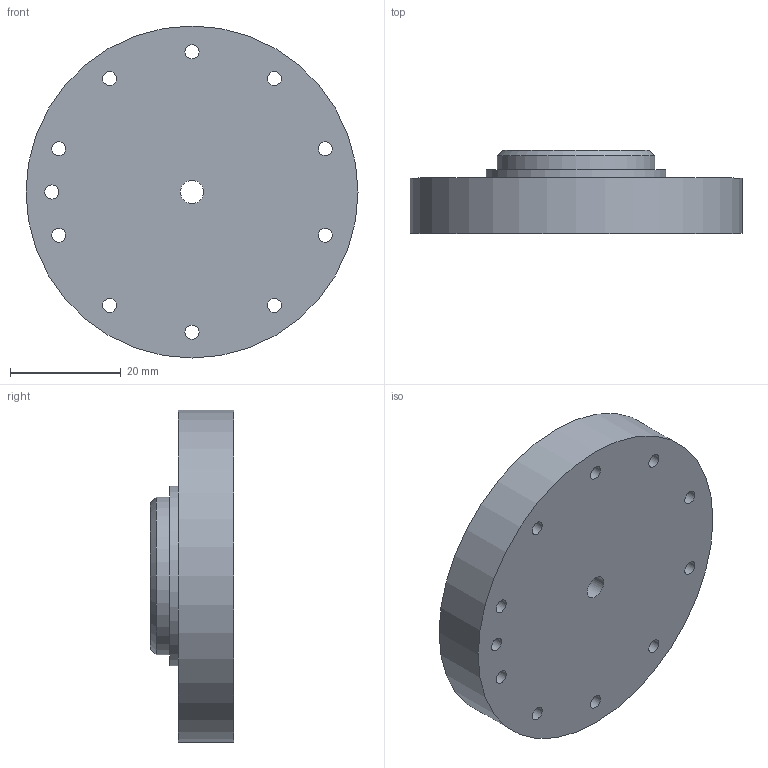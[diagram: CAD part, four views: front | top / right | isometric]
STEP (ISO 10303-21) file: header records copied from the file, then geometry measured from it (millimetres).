
FILE_DESCRIPTION(/* description */ (''),/* implementation_level */ '2;1');
FILE_NAME(/* name */ 'bottom_v1.stp',/* time_stamp */ '2022-06-05T14:56:52-04:00',/* author */ ('Jacob'),/* organization */ (''),/* preprocessor_version */ 'ST-DEVELOPER v18.1',/* originating_system */ 'Autodesk Inventor 2022',/* authorisation */ '');
FILE_SCHEMA (('AUTOMOTIVE_DESIGN { 1 0 10303 214 3 1 1 }'));
Length unit declared in the file: millimetre
Products named in the file (1): bottom
Bounding box: 60 x 15 x 60 mm (x, y, z)
Volume: 30940.3 mm3; surface area: 8889 mm2
Topology: 1 solids, 1 shells, 20 faces, 48 edges, 32 vertices
Faces by surface type: cylinder 15, plane 4, cone 1
Full cylindrical faces by diameter (mm): 2.54 x11, 4.2 x1, 28.49 x1, 32.49 x1, 60 x1
Entity records: 693 total; most frequent: DIRECTION 122, CARTESIAN_POINT 101, ORIENTED_EDGE 96, AXIS2_PLACEMENT_3D 53, EDGE_CURVE 48, EDGE_LOOP 46, CIRCLE 32, VERTEX_POINT 32
